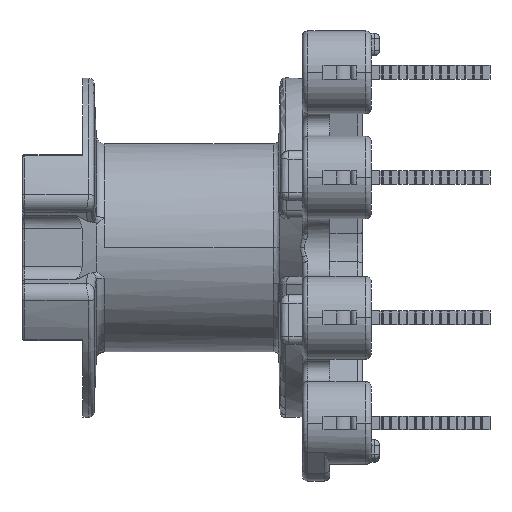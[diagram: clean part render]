
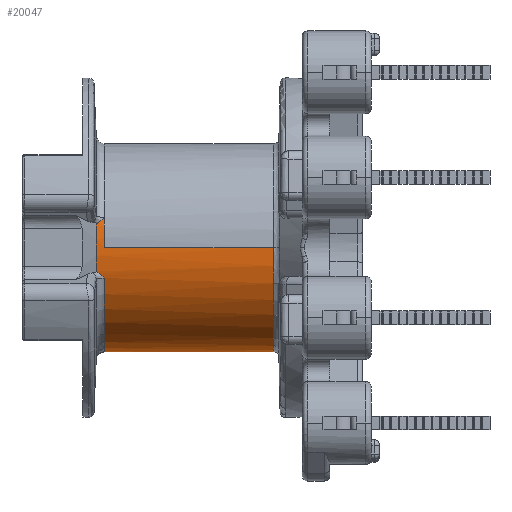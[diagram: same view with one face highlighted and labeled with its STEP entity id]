
A CAD part, left-side view. The second image highlights one B-rep face of the part: STEP entity #20047.
In plain terms, the highlighted cylindrical face has radius 3.775 mm (diameter 7.55 mm), a partial arc.
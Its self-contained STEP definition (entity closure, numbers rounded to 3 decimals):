
#4612=CARTESIAN_POINT('',(0.,1.049,0.));
#4613=DIRECTION('',(0.,1.,0.));
#4614=DIRECTION('',(1.,0.,0.));
#4615=AXIS2_PLACEMENT_3D('',#4612,#4613,#4614);
#4627=DIRECTION('',(0.,1.,0.));
#4628=VECTOR('',#4627,6.113);
#4629=CARTESIAN_POINT('',(3.775,1.049,0.));
#4630=LINE('',#4629,#4628);
#4631=CARTESIAN_POINT('',(0.,7.162,0.));
#4632=DIRECTION('',(0.,-1.,0.));
#4633=DIRECTION('',(1.,0.,0.));
#4634=AXIS2_PLACEMENT_3D('',#4631,#4632,#4633);
#4636=CARTESIAN_POINT('',(0.,7.454,0.));
#4637=DIRECTION('',(0.,1.,0.));
#4638=DIRECTION('',(0.971,0.,0.238));
#4639=AXIS2_PLACEMENT_3D('',#4636,#4637,#4638);
#4641=CARTESIAN_POINT('',(0.,7.162,0.));
#4642=DIRECTION('',(0.,1.,0.));
#4643=DIRECTION('',(0.949,0.,-0.317));
#4644=AXIS2_PLACEMENT_3D('',#4641,#4642,#4643);
#4646=CARTESIAN_POINT('',(0.,7.454,0.));
#4647=DIRECTION('',(0.,1.,0.));
#4648=DIRECTION('',(-0.974,0.,-0.228));
#4649=AXIS2_PLACEMENT_3D('',#4646,#4647,#4648);
#4651=CARTESIAN_POINT('',(0.,7.162,0.));
#4652=DIRECTION('',(0.,-1.,0.));
#4653=DIRECTION('',(-0.957,0.,0.291));
#4654=AXIS2_PLACEMENT_3D('',#4651,#4652,#4653);
#4661=DIRECTION('',(0.,1.,0.));
#4662=VECTOR('',#4661,6.113);
#4663=CARTESIAN_POINT('',(-3.775,1.049,0.));
#4664=LINE('',#4663,#4662);
#5898=CARTESIAN_POINT('',(3.581,7.162,1.195));
#5947=CARTESIAN_POINT('',(-3.611,7.162,1.1));
#5954=CARTESIAN_POINT('',(3.667,7.454,0.898));
#5956=CARTESIAN_POINT('',(3.667,7.454,0.898));
#5957=CARTESIAN_POINT('',(3.663,7.432,0.914));
#5958=CARTESIAN_POINT('',(3.654,7.391,0.949));
#5959=CARTESIAN_POINT('',(3.637,7.329,1.012));
#5960=CARTESIAN_POINT('',(3.619,7.272,1.076));
#5961=CARTESIAN_POINT('',(3.599,7.217,1.138));
#5962=CARTESIAN_POINT('',(3.587,7.181,1.177));
#5963=CARTESIAN_POINT('',(3.581,7.162,1.195));
#6673=CARTESIAN_POINT('',(3.667,7.454,
-0.898));
#6674=CARTESIAN_POINT('',(3.663,7.435,
-0.912));
#6675=CARTESIAN_POINT('',(3.656,7.398,
-0.943));
#6676=CARTESIAN_POINT('',(3.642,7.345,
-0.995));
#6677=CARTESIAN_POINT('',(3.624,7.289,-1.056));
#6678=CARTESIAN_POINT('',(3.604,7.231,-1.123));
#6679=CARTESIAN_POINT('',(3.589,7.186,-1.171));
#6680=CARTESIAN_POINT('',(3.581,7.162,-1.195));
#6687=CARTESIAN_POINT('',(3.667,7.454,
-0.898));
#6689=CARTESIAN_POINT('',(-3.611,7.162,
-1.1));
#6737=CARTESIAN_POINT('',(3.581,7.162,-1.195));
#6745=CARTESIAN_POINT('',(-3.676,7.454,
-0.86));
#6747=CARTESIAN_POINT('',(-3.676,7.454,
-0.86));
#6748=CARTESIAN_POINT('',(-3.672,7.421,
-0.877));
#6749=CARTESIAN_POINT('',(-3.662,7.355,
-0.919));
#6750=CARTESIAN_POINT('',(-3.64,7.259,
-1.003));
#6751=CARTESIAN_POINT('',(-3.621,7.196,
-1.067));
#6752=CARTESIAN_POINT('',(-3.611,7.162,
-1.1));
#7093=CARTESIAN_POINT('',(-3.611,7.162,1.1));
#7094=CARTESIAN_POINT('',(-3.615,7.177,1.086));
#7095=CARTESIAN_POINT('',(-3.624,7.206,1.057));
#7096=CARTESIAN_POINT('',(-3.637,7.25,1.013));
#7097=CARTESIAN_POINT('',(-3.648,7.297,
0.97));
#7098=CARTESIAN_POINT('',(-3.659,7.344,
0.931));
#7099=CARTESIAN_POINT('',(-3.667,7.392,
0.896));
#7100=CARTESIAN_POINT('',(-3.673,7.432,
0.871));
#7101=CARTESIAN_POINT('',(-3.676,7.454,
0.86));
#7103=CARTESIAN_POINT('',(-3.676,7.454,
0.86));
#11373=VERTEX_POINT('',#6745);
#11375=VERTEX_POINT('',#6687);
#11390=VERTEX_POINT('',#6689);
#11391=VERTEX_POINT('',#6737);
#11393=VERTEX_POINT('',#5954);
#11394=VERTEX_POINT('',#7103);
#11410=VERTEX_POINT('',#5898);
#11411=VERTEX_POINT('',#5947);
#11488=CARTESIAN_POINT('',(3.775,7.162,0.));
#11489=VERTEX_POINT('',#11488);
#11490=CARTESIAN_POINT('',(-3.775,7.162,0.));
#11491=VERTEX_POINT('',#11490);
#12422=CARTESIAN_POINT('',(-3.775,1.049,0.));
#12424=VERTEX_POINT('',#12422);
#12429=CARTESIAN_POINT('',(3.775,1.049,0.));
#12430=VERTEX_POINT('',#12429);
#20017=CARTESIAN_POINT('',(0.,0.,0.));
#20018=DIRECTION('',(0.,1.,0.));
#20019=DIRECTION('',(1.,0.,0.));
#20020=AXIS2_PLACEMENT_3D('',#20017,#20018,#20019);
#20021=CYLINDRICAL_SURFACE('',#20020,3.775);
#20022=ORIENTED_EDGE('',*,*,#19994,.F.);
#20024=ORIENTED_EDGE('',*,*,#20023,.T.);
#20026=ORIENTED_EDGE('',*,*,#20025,.T.);
#20028=ORIENTED_EDGE('',*,*,#20027,.F.);
#20030=ORIENTED_EDGE('',*,*,#20029,.T.);
#20032=ORIENTED_EDGE('',*,*,#20031,.T.);
#20034=ORIENTED_EDGE('',*,*,#20033,.T.);
#20036=ORIENTED_EDGE('',*,*,#20035,.F.);
#20038=ORIENTED_EDGE('',*,*,#20037,.T.);
#20040=ORIENTED_EDGE('',*,*,#20039,.F.);
#20042=ORIENTED_EDGE('',*,*,#20041,.T.);
#20044=ORIENTED_EDGE('',*,*,#20043,.F.);
#20045=EDGE_LOOP('',(#20022,#20024,#20026,#20028,#20030,#20032,#20034,#20036,
#20038,#20040,#20042,#20044));
#20046=FACE_OUTER_BOUND('',#20045,.F.);
#20047=ADVANCED_FACE('',(#20046),#20021,.T.);
#4616=CIRCLE('',#4615,3.775);
#4635=CIRCLE('',#4634,3.775);
#4640=CIRCLE('',#4639,3.775);
#4645=CIRCLE('',#4644,3.775);
#4650=CIRCLE('',#4649,3.775);
#4655=CIRCLE('',#4654,3.775);
#5964=B_SPLINE_CURVE_WITH_KNOTS('',3,(#5956,#5957,#5958,#5959,#5960,#5961,#5962,
#5963),.UNSPECIFIED.,.F.,.F.,(4,1,1,1,1,4),(0.,0.2,0.4,0.6,0.8,1.),
.UNSPECIFIED.);
#6681=B_SPLINE_CURVE_WITH_KNOTS('',3,(#6673,#6674,#6675,#6676,#6677,#6678,#6679,
#6680),.UNSPECIFIED.,.F.,.F.,(4,1,1,1,1,4),(0.,0.2,0.4,0.6,0.8,1.),
.UNSPECIFIED.);
#6753=B_SPLINE_CURVE_WITH_KNOTS('',3,(#6747,#6748,#6749,#6750,#6751,#6752),
.UNSPECIFIED.,.F.,.F.,(4,1,1,4),(0.,0.333,0.667,1.),
.UNSPECIFIED.);
#7102=B_SPLINE_CURVE_WITH_KNOTS('',3,(#7093,#7094,#7095,#7096,#7097,#7098,#7099,
#7100,#7101),.UNSPECIFIED.,.F.,.F.,(4,1,1,1,1,1,4),(0.,0.167,
0.333,0.5,0.667,0.833,1.),
.UNSPECIFIED.);
#19994=EDGE_CURVE('',#12430,#12424,#4616,.T.);
#20023=EDGE_CURVE('',#12430,#11489,#4630,.T.);
#20025=EDGE_CURVE('',#11489,#11410,#4635,.T.);
#20027=EDGE_CURVE('',#11393,#11410,#5964,.T.);
#20029=EDGE_CURVE('',#11393,#11375,#4640,.T.);
#20031=EDGE_CURVE('',#11375,#11391,#6681,.T.);
#20033=EDGE_CURVE('',#11391,#11390,#4645,.T.);
#20035=EDGE_CURVE('',#11373,#11390,#6753,.T.);
#20037=EDGE_CURVE('',#11373,#11394,#4650,.T.);
#20039=EDGE_CURVE('',#11411,#11394,#7102,.T.);
#20041=EDGE_CURVE('',#11411,#11491,#4655,.T.);
#20043=EDGE_CURVE('',#12424,#11491,#4664,.T.);
